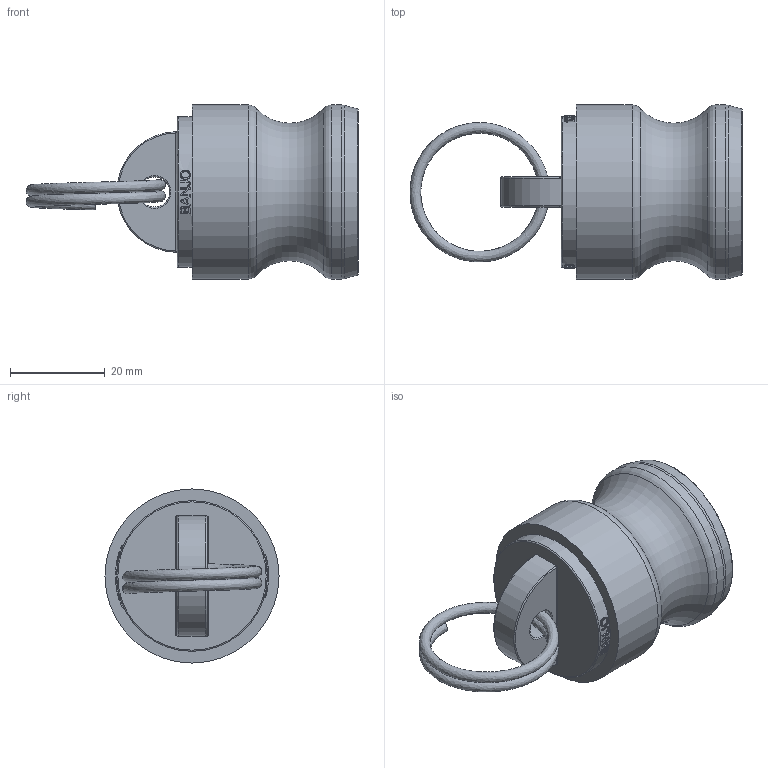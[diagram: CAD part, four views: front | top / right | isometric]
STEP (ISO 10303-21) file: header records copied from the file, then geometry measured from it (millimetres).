
FILE_DESCRIPTION(/* description */ ('1" Plug, Molded'),/* implementation_level */ '2;1');
FILE_NAME(/* name */ '100125PL.stp',/* time_stamp */ '2015-04-22T10:07:00-04:00',/* author */ ('DCerny'),/* organization */ (''),/* preprocessor_version */ 'ST-DEVELOPER v15.6',/* originating_system */ 'Autodesk Inventor 2015',/* authorisation */ '');
FILE_SCHEMA (('AUTOMOTIVE_DESIGN { 1 0 10303 214 3 1 1 }'));
Length unit declared in the file: inch
Products named in the file (4): 100125PLX; 100RING; 100125PLU; 100125PL
Assembly tree (3 placements, depth 3):
  100125PL
    100125PLU
      100125PLX
      100RING
Bounding box: 69.95 x 36.68 x 36.68 mm (x, y, z)
Volume: 24772.7 mm3; surface area: 10041.2 mm2
Topology: 2 solids, 2 shells, 192 faces, 478 edges, 314 vertices
Faces by surface type: bspline 83, plane 68, cylinder 29, torus 10, cone 2
Full cylindrical faces by diameter (mm): 6.35 x1, 22.352 x1, 31.75 x1, 36.678 x2
Entity records: 24661 total; most frequent: CARTESIAN_POINT 20631, ORIENTED_EDGE 926, DIRECTION 555, EDGE_CURVE 463, VERTEX_POINT 314, EDGE_LOOP 233, B_SPLINE_CURVE_WITH_KNOTS 216, AXIS2_PLACEMENT_3D 193
